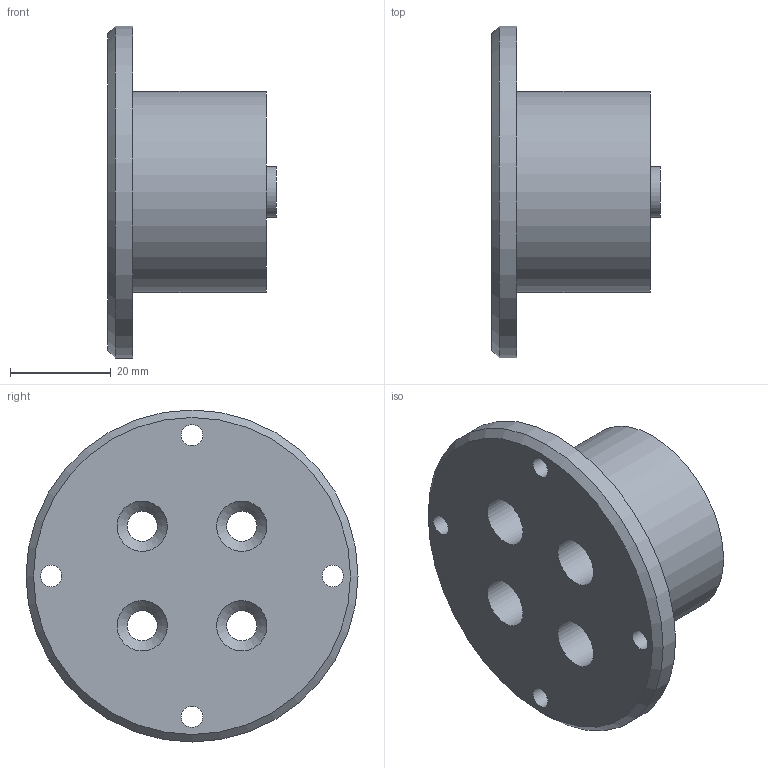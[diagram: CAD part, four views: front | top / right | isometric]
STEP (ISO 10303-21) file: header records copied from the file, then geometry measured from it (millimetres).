
FILE_DESCRIPTION(/* description */ (''),/* implementation_level */ '2;1');
FILE_NAME(/* name */ 'axe sortie moteur rotor 35 mm v4.step',/* time_stamp */ '2023-11-24T11:03:38+01:00',/* author */ (''),/* organization */ (''),/* preprocessor_version */ 'ST-DEVELOPER v20',/* originating_system */ 'Autodesk Translation Framework v12.14.0.127',/* authorisation */ '');
FILE_SCHEMA (('AUTOMOTIVE_DESIGN { 1 0 10303 214 3 1 1 }'));
Length unit declared in the file: millimetre
Products named in the file (1): axe sortie moteur rotor 35 mm
Bounding box: 33.5 x 66 x 66 mm (x, y, z)
Volume: 41379.7 mm3; surface area: 14553.1 mm2
Topology: 1 solids, 1 shells, 24 faces, 52 edges, 32 vertices
Faces by surface type: cylinder 15, cone 5, plane 4
Full cylindrical faces by diameter (mm): 4.234 x4, 6 x4, 10 x5, 40 x1, 66 x1
Entity records: 729 total; most frequent: DIRECTION 134, CARTESIAN_POINT 109, ORIENTED_EDGE 104, AXIS2_PLACEMENT_3D 57, EDGE_CURVE 52, EDGE_LOOP 42, CIRCLE 32, VERTEX_POINT 32
